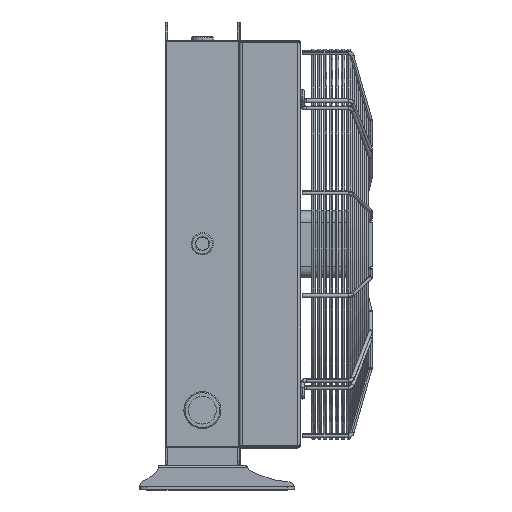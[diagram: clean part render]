
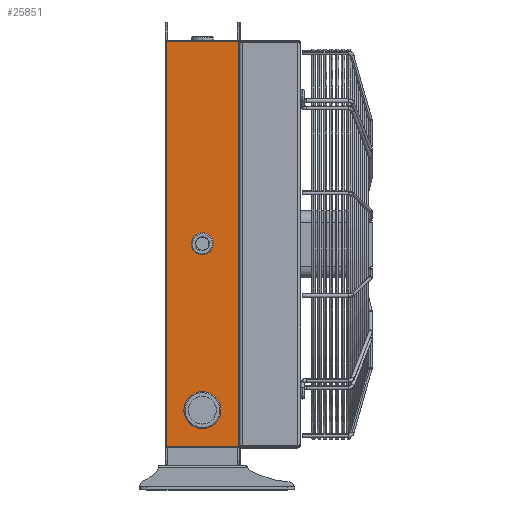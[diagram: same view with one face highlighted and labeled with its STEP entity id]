
A CAD part, top view. The second image highlights one B-rep face of the part: STEP entity #25851.
In plain terms, the highlighted face is planar.
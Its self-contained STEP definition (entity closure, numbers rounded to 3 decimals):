
#2023 = AXIS2_PLACEMENT_3D ( 'NONE', #2557, #2558, #2559 ) ;
#2557 = CARTESIAN_POINT ( 'NONE',  ( 275., 55., -50. ) ) ;
#2558 = DIRECTION ( 'NONE',  ( 0., 1., 0. ) ) ;
#2559 = DIRECTION ( 'NONE',  ( 0., 0., 1. ) ) ;
#3379 = CARTESIAN_POINT ( 'NONE',  ( 549., 55., -99. ) ) ;
#3380 = CARTESIAN_POINT ( 'NONE',  ( 549., 55., -1. ) ) ;
#3381 = CARTESIAN_POINT ( 'NONE',  ( 1., 55., -1. ) ) ;
#3382 = CARTESIAN_POINT ( 'NONE',  ( 1., 55., -99. ) ) ;
#3413 = CARTESIAN_POINT ( 'NONE',  ( 275., 55., -38.5 ) ) ;
#3414 = CARTESIAN_POINT ( 'NONE',  ( 275., 55., -61.5 ) ) ;
#3420 = CARTESIAN_POINT ( 'NONE',  ( 50., 55., -27.5 ) ) ;
#3421 = CARTESIAN_POINT ( 'NONE',  ( 50., 55., -72.5 ) ) ;
#3720 = PLANE ( 'NONE',  #4572 ) ;
#3721 = CARTESIAN_POINT ( 'NONE',  ( 0., 55., 0. ) ) ;
#3722 = DIRECTION ( 'NONE',  ( 0., -1., 0. ) ) ;
#3723 = DIRECTION ( 'NONE',  ( 0., 0., -1. ) ) ;
#3766 = CARTESIAN_POINT ( 'NONE',  ( 50., 55., -50. ) ) ;
#3767 = DIRECTION ( 'NONE',  ( 0., 1., 0. ) ) ;
#3768 = DIRECTION ( 'NONE',  ( 0., 0., 1. ) ) ;
#3829 = CARTESIAN_POINT ( 'NONE',  ( 275., 55., -50. ) ) ;
#3848 = DIRECTION ( 'NONE',  ( 0., 1., 0. ) ) ;
#3849 = DIRECTION ( 'NONE',  ( 0., 0., 1. ) ) ;
#3850 = CARTESIAN_POINT ( 'NONE',  ( 50., 55., -50. ) ) ;
#3851 = DIRECTION ( 'NONE',  ( 0., 1., 0. ) ) ;
#3852 = DIRECTION ( 'NONE',  ( 0., 0., 1. ) ) ;
#3854 = LINE ( 'NONE', #3855, #4628 ) ;
#3855 = CARTESIAN_POINT ( 'NONE',  ( 0., 55., -99. ) ) ;
#3856 = DIRECTION ( 'NONE',  ( -1., 0., 0. ) ) ;
#3857 = LINE ( 'NONE', #3858, #4629 ) ;
#3858 = CARTESIAN_POINT ( 'NONE',  ( 549., 55., 0. ) ) ;
#3859 = DIRECTION ( 'NONE',  ( 0., 0., -1. ) ) ;
#3860 = LINE ( 'NONE', #3861, #4630 ) ;
#3861 = CARTESIAN_POINT ( 'NONE',  ( 1., 55., 0. ) ) ;
#3862 = DIRECTION ( 'NONE',  ( 0., 0., 1. ) ) ;
#3863 = LINE ( 'NONE', #3864, #4632 ) ;
#3864 = CARTESIAN_POINT ( 'NONE',  ( 0., 55., -1. ) ) ;
#3865 = DIRECTION ( 'NONE',  ( 1., 0., 0. ) ) ;
#4564 = FACE_BOUND ( 'NONE', #23534, .T. ) ;
#4567 = FACE_BOUND ( 'NONE', #23590, .T. ) ;
#4570 = FACE_OUTER_BOUND ( 'NONE', #23641, .T. ) ;
#4572 = AXIS2_PLACEMENT_3D ( 'NONE', #3721, #3722, #3723 ) ;
#4588 = AXIS2_PLACEMENT_3D ( 'NONE', #3766, #3767, #3768 ) ;
#4595 = AXIS2_PLACEMENT_3D ( 'NONE', #3829, #3848, #3849 ) ;
#4607 = AXIS2_PLACEMENT_3D ( 'NONE', #3850, #3851, #3852 ) ;
#4628 = VECTOR ( 'NONE', #3856, 1000. ) ;
#4629 = VECTOR ( 'NONE', #3859, 1000. ) ;
#4630 = VECTOR ( 'NONE', #3862, 1000. ) ;
#4632 = VECTOR ( 'NONE', #3865, 1000. ) ;
#23022 = EDGE_CURVE ( 'NONE', #25451, #25450, #34847, .T. ) ;
#23534 = EDGE_LOOP ( 'NONE', ( #24731, #24733 ) ) ;
#23590 = EDGE_LOOP ( 'NONE', ( #24730, #24734 ) ) ;
#23641 = EDGE_LOOP ( 'NONE', ( #24732, #24736, #24735, #24737 ) ) ;
#24730 = ORIENTED_EDGE ( 'NONE', *, *, #25894, .F. ) ;
#24731 = ORIENTED_EDGE ( 'NONE', *, *, #25893, .F. ) ;
#24732 = ORIENTED_EDGE ( 'NONE', *, *, #25896, .T. ) ;
#24733 = ORIENTED_EDGE ( 'NONE', *, *, #23022, .F. ) ;
#24734 = ORIENTED_EDGE ( 'NONE', *, *, #25866, .F. ) ;
#24735 = ORIENTED_EDGE ( 'NONE', *, *, #25897, .T. ) ;
#24736 = ORIENTED_EDGE ( 'NONE', *, *, #25895, .T. ) ;
#24737 = ORIENTED_EDGE ( 'NONE', *, *, #25898, .T. ) ;
#25416 = VERTEX_POINT ( 'NONE', #3379 ) ;
#25417 = VERTEX_POINT ( 'NONE', #3380 ) ;
#25418 = VERTEX_POINT ( 'NONE', #3381 ) ;
#25419 = VERTEX_POINT ( 'NONE', #3382 ) ;
#25450 = VERTEX_POINT ( 'NONE', #3413 ) ;
#25451 = VERTEX_POINT ( 'NONE', #3414 ) ;
#25457 = VERTEX_POINT ( 'NONE', #3420 ) ;
#25458 = VERTEX_POINT ( 'NONE', #3421 ) ;
#25851 = ADVANCED_FACE ( 'NONE', ( #4564, #4567, #4570 ), #3720, .F. ) ;
#25866 = EDGE_CURVE ( 'NONE', #25458, #25457, #34859, .T. ) ;
#25893 = EDGE_CURVE ( 'NONE', #25450, #25451, #34865, .T. ) ;
#25894 = EDGE_CURVE ( 'NONE', #25457, #25458, #34866, .T. ) ;
#25895 = EDGE_CURVE ( 'NONE', #25416, #25419, #3854, .T. ) ;
#25896 = EDGE_CURVE ( 'NONE', #25417, #25416, #3857, .T. ) ;
#25897 = EDGE_CURVE ( 'NONE', #25419, #25418, #3860, .T. ) ;
#25898 = EDGE_CURVE ( 'NONE', #25418, #25417, #3863, .T. ) ;
#34847 = CIRCLE ( 'NONE', #2023, 11.5 ) ;
#34859 = CIRCLE ( 'NONE', #4588, 22.5 ) ;
#34865 = CIRCLE ( 'NONE', #4595, 11.5 ) ;
#34866 = CIRCLE ( 'NONE', #4607, 22.5 ) ;
